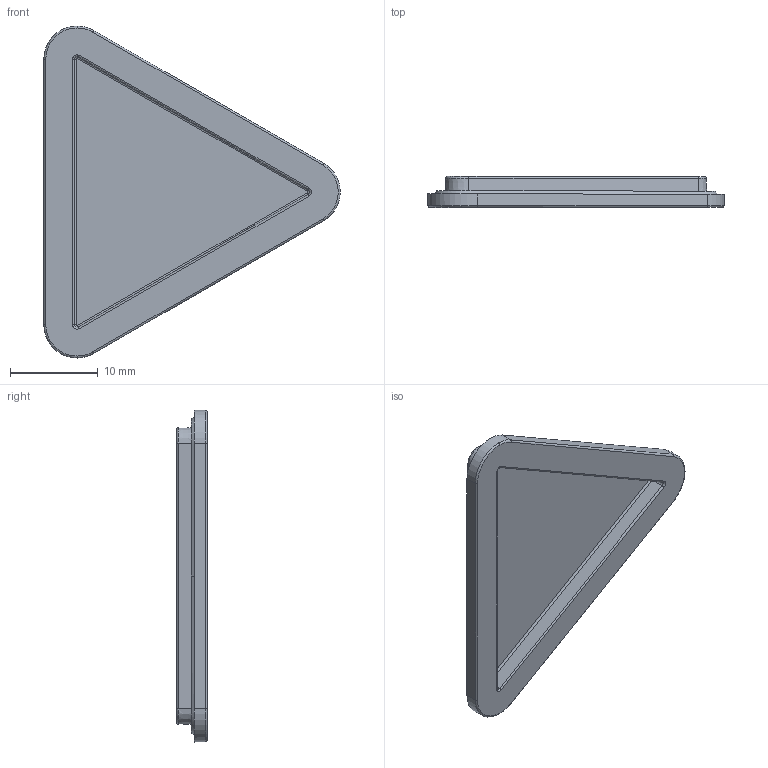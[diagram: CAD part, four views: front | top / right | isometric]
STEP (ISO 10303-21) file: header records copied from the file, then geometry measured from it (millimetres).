
FILE_DESCRIPTION (( 'STEP AP214' ), '1' );
FILE_NAME ('WINDOW_TOP COVER.STEP', '2021-09-28T05:59:59', ( '' ), ( '' ), 'SwSTEP 2.0', 'SolidWorks 2020', '' );
FILE_SCHEMA (( 'AUTOMOTIVE_DESIGN' ));
Length unit declared in the file: millimetre
Products named in the file (1): WINDOW_TOP COVER
Bounding box: 33.81 x 3.5 x 37.87 mm (x, y, z)
Volume: 1472 mm3; surface area: 2128.2 mm2
Topology: 1 solids, 1 shells, 63 faces, 154 edges, 96 vertices
Faces by surface type: torus 21, cylinder 15, plane 14, cone 9, bspline 4
Entity records: 2664 total; most frequent: CARTESIAN_POINT 1097, DIRECTION 354, ORIENTED_EDGE 308, EDGE_CURVE 154, AXIS2_PLACEMENT_3D 149, VERTEX_POINT 96, CIRCLE 89, EDGE_LOOP 66
